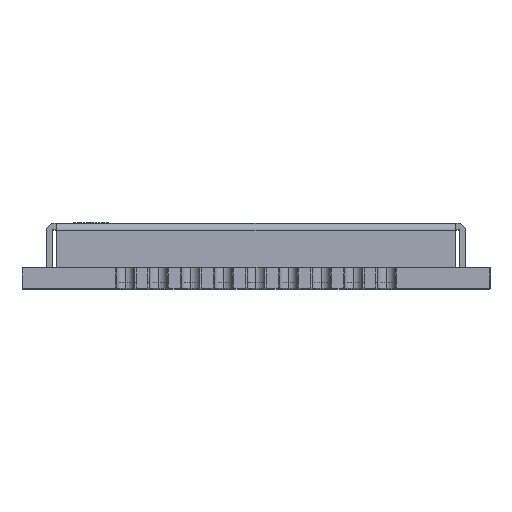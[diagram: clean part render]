
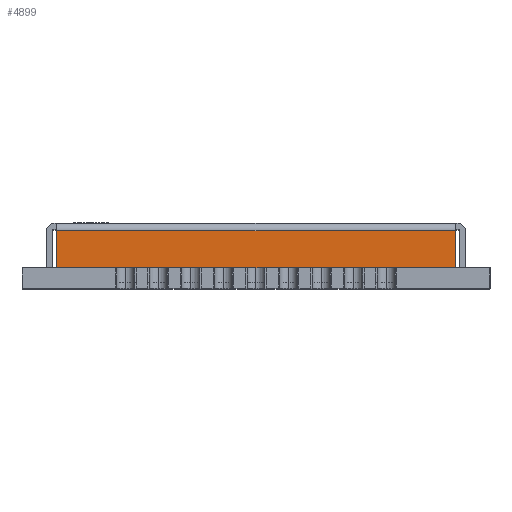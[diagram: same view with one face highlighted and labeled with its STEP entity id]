
A CAD part, top view. The second image highlights one B-rep face of the part: STEP entity #4899.
In plain terms, the highlighted planar face has unit normal (0, 0, 1).
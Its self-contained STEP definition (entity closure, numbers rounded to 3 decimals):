
#1159 = CARTESIAN_POINT ( 'NONE',  ( 6.734, 0.7, 8.025 ) ) ;
#1395 = CARTESIAN_POINT ( 'NONE',  ( -6.734, 0.7, 8.025 ) ) ;
#1642 = DIRECTION ( 'NONE',  ( -1., 0., 0. ) ) ;
#2729 = DIRECTION ( 'NONE',  ( 1., 0., 0. ) ) ;
#3350 = ORIENTED_EDGE ( 'NONE', *, *, #19974, .T. ) ;
#4165 = EDGE_CURVE ( 'NONE', #22739, #20069, #8583, .T. ) ;
#4899 = ADVANCED_FACE ( 'NONE', ( #9542 ), #26485, .F. ) ;
#5793 = LINE ( 'NONE', #8563, #11145 ) ;
#6356 = ORIENTED_EDGE ( 'NONE', *, *, #10447, .T. ) ;
#7342 = ORIENTED_EDGE ( 'NONE', *, *, #24886, .T. ) ;
#7583 = VECTOR ( 'NONE', #1642, 1000. ) ;
#7715 = DIRECTION ( 'NONE',  ( 0., 0., -1. ) ) ;
#8563 = CARTESIAN_POINT ( 'NONE',  ( -6.734, 25.797, 8.025 ) ) ;
#8583 = LINE ( 'NONE', #21857, #25176 ) ;
#9542 = FACE_OUTER_BOUND ( 'NONE', #16980, .T. ) ;
#9581 = CARTESIAN_POINT ( 'NONE',  ( -7.075, 25.797, 8.025 ) ) ;
#10120 = VERTEX_POINT ( 'NONE', #1395 ) ;
#10447 = EDGE_CURVE ( 'NONE', #27181, #10120, #5793, .T. ) ;
#11145 = VECTOR ( 'NONE', #12739, 1000. ) ;
#12576 = LINE ( 'NONE', #24855, #7583 ) ;
#12616 = CARTESIAN_POINT ( 'NONE',  ( -6.734, 1.95, 8.025 ) ) ;
#12739 = DIRECTION ( 'NONE',  ( 0., -1., 0. ) ) ;
#12964 = VECTOR ( 'NONE', #2729, 1000. ) ;
#13001 = ORIENTED_EDGE ( 'NONE', *, *, #4165, .T. ) ;
#13910 = CARTESIAN_POINT ( 'NONE',  ( 6.734, 1.95, 8.025 ) ) ;
#14962 = LINE ( 'NONE', #15301, #12964 ) ;
#15301 = CARTESIAN_POINT ( 'NONE',  ( -7.075, 0.7, 8.025 ) ) ;
#16980 = EDGE_LOOP ( 'NONE', ( #13001, #7342, #6356, #3350 ) ) ;
#19974 = EDGE_CURVE ( 'NONE', #10120, #22739, #14962, .T. ) ;
#20069 = VERTEX_POINT ( 'NONE', #13910 ) ;
#21709 = AXIS2_PLACEMENT_3D ( 'NONE', #9581, #7715, #26672 ) ;
#21857 = CARTESIAN_POINT ( 'NONE',  ( 6.734, 25.797, 8.025 ) ) ;
#22739 = VERTEX_POINT ( 'NONE', #1159 ) ;
#23790 = DIRECTION ( 'NONE',  ( 0., 1., 0. ) ) ;
#24855 = CARTESIAN_POINT ( 'NONE',  ( -6.734, 1.95, 8.025 ) ) ;
#24886 = EDGE_CURVE ( 'NONE', #20069, #27181, #12576, .T. ) ;
#25176 = VECTOR ( 'NONE', #23790, 1000. ) ;
#26485 = PLANE ( 'NONE',  #21709 ) ;
#26672 = DIRECTION ( 'NONE',  ( -1., 0., 0. ) ) ;
#27181 = VERTEX_POINT ( 'NONE', #12616 ) ;
